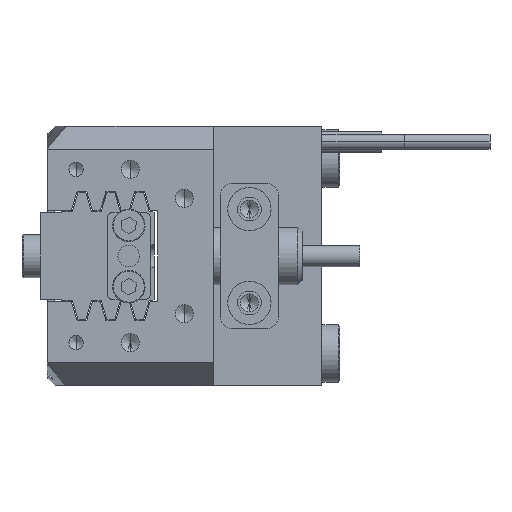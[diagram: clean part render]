
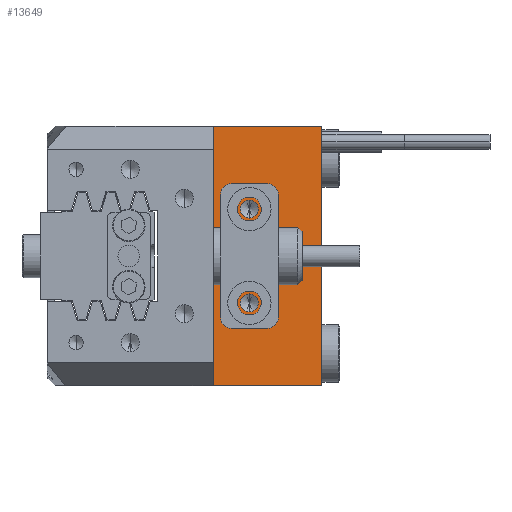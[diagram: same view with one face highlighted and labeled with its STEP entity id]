
A CAD part, left-side view. The second image highlights one B-rep face of the part: STEP entity #13649.
In plain terms, the highlighted planar face has unit normal (-1, 0, 0).
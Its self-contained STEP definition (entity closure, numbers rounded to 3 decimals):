
#165 = CARTESIAN_POINT ( 'NONE',  ( -26., 10., -7.75 ) ) ;
#554 = EDGE_CURVE ( 'NONE', #25917, #35407, #10803, .T. ) ;
#623 = VERTEX_POINT ( 'NONE', #7046 ) ;
#1010 = ORIENTED_EDGE ( 'NONE', *, *, #33934, .F. ) ;
#1934 = AXIS2_PLACEMENT_3D ( 'NONE', #35298, #5086, #35680 ) ;
#2272 = CARTESIAN_POINT ( 'NONE',  ( -26., 10., -6.5 ) ) ;
#2929 = CARTESIAN_POINT ( 'NONE',  ( -26., 10., 6.5 ) ) ;
#3025 = LINE ( 'NONE', #36994, #29374 ) ;
#3377 = ORIENTED_EDGE ( 'NONE', *, *, #34289, .F. ) ;
#3437 = VERTEX_POINT ( 'NONE', #33220 ) ;
#4730 = VERTEX_POINT ( 'NONE', #23852 ) ;
#4789 = EDGE_LOOP ( 'NONE', ( #1010, #3377 ) ) ;
#5086 = DIRECTION ( 'NONE',  ( -1., 0., 0. ) ) ;
#5565 = EDGE_CURVE ( 'NONE', #38062, #3437, #3025, .T. ) ;
#5979 = CARTESIAN_POINT ( 'NONE',  ( -26., 15., 18. ) ) ;
#6972 = EDGE_CURVE ( 'NONE', #21061, #30944, #19891, .T. ) ;
#7046 = CARTESIAN_POINT ( 'NONE',  ( -26., 10., 5.25 ) ) ;
#7687 = CARTESIAN_POINT ( 'NONE',  ( -26., 10., -5.25 ) ) ;
#8027 = CARTESIAN_POINT ( 'NONE',  ( -26., 15., -18. ) ) ;
#8029 = LINE ( 'NONE', #8027, #24542 ) ;
#8356 = EDGE_LOOP ( 'NONE', ( #29322, #13040, #28538, #14101 ) ) ;
#8444 = LINE ( 'NONE', #5979, #28655 ) ;
#10050 = EDGE_CURVE ( 'NONE', #35407, #3437, #8444, .T. ) ;
#10803 = LINE ( 'NONE', #36225, #25443 ) ;
#10875 = CARTESIAN_POINT ( 'NONE',  ( -26., 15., 18. ) ) ;
#11274 = AXIS2_PLACEMENT_3D ( 'NONE', #22192, #25482, #16359 ) ;
#13040 = ORIENTED_EDGE ( 'NONE', *, *, #5565, .T. ) ;
#13361 = AXIS2_PLACEMENT_3D ( 'NONE', #2272, #14216, #16867 ) ;
#13580 = PLANE ( 'NONE',  #11274 ) ;
#13607 = AXIS2_PLACEMENT_3D ( 'NONE', #27809, #18886, #21892 ) ;
#13649 = ADVANCED_FACE ( 'NONE', ( #33327, #14020, #38467 ), #13580, .F. ) ;
#14020 = FACE_BOUND ( 'NONE', #4789, .T. ) ;
#14101 = ORIENTED_EDGE ( 'NONE', *, *, #554, .F. ) ;
#14216 = DIRECTION ( 'NONE',  ( -1., 0., 0. ) ) ;
#15306 = DIRECTION ( 'NONE',  ( 0., 0., 1. ) ) ;
#15460 = CIRCLE ( 'NONE', #13607, 1.25 ) ;
#16359 = DIRECTION ( 'NONE',  ( 0., 0., -1. ) ) ;
#16867 = DIRECTION ( 'NONE',  ( 0., 0., 1. ) ) ;
#17133 = CARTESIAN_POINT ( 'NONE',  ( -26., 0., -18. ) ) ;
#18886 = DIRECTION ( 'NONE',  ( -1., 0., 0. ) ) ;
#19891 = CIRCLE ( 'NONE', #1934, 1.25 ) ;
#20171 = CIRCLE ( 'NONE', #23747, 1.25 ) ;
#20691 = DIRECTION ( 'NONE',  ( -1., 0., 0. ) ) ;
#21061 = VERTEX_POINT ( 'NONE', #7687 ) ;
#21198 = ORIENTED_EDGE ( 'NONE', *, *, #6972, .F. ) ;
#21892 = DIRECTION ( 'NONE',  ( 0., 0., 1. ) ) ;
#21967 = CIRCLE ( 'NONE', #13361, 1.25 ) ;
#22181 = ORIENTED_EDGE ( 'NONE', *, *, #36133, .F. ) ;
#22192 = CARTESIAN_POINT ( 'NONE',  ( -26., 15., 18. ) ) ;
#22481 = DIRECTION ( 'NONE',  ( 0., -1., 0. ) ) ;
#23265 = EDGE_CURVE ( 'NONE', #25917, #38062, #8029, .T. ) ;
#23747 = AXIS2_PLACEMENT_3D ( 'NONE', #2929, #20691, #26477 ) ;
#23852 = CARTESIAN_POINT ( 'NONE',  ( -26., 10., 7.75 ) ) ;
#24542 = VECTOR ( 'NONE', #22481, 1000. ) ;
#25443 = VECTOR ( 'NONE', #15306, 1000. ) ;
#25482 = DIRECTION ( 'NONE',  ( 1., 0., 0. ) ) ;
#25917 = VERTEX_POINT ( 'NONE', #33483 ) ;
#26477 = DIRECTION ( 'NONE',  ( 0., 0., 1. ) ) ;
#27809 = CARTESIAN_POINT ( 'NONE',  ( -26., 10., 6.5 ) ) ;
#27953 = EDGE_LOOP ( 'NONE', ( #21198, #22181 ) ) ;
#28538 = ORIENTED_EDGE ( 'NONE', *, *, #10050, .F. ) ;
#28655 = VECTOR ( 'NONE', #30273, 1000. ) ;
#29322 = ORIENTED_EDGE ( 'NONE', *, *, #23265, .T. ) ;
#29374 = VECTOR ( 'NONE', #33837, 1000. ) ;
#30273 = DIRECTION ( 'NONE',  ( 0., -1., 0. ) ) ;
#30944 = VERTEX_POINT ( 'NONE', #165 ) ;
#33220 = CARTESIAN_POINT ( 'NONE',  ( -26., 0., 18. ) ) ;
#33327 = FACE_BOUND ( 'NONE', #27953, .T. ) ;
#33483 = CARTESIAN_POINT ( 'NONE',  ( -26., 15., -18. ) ) ;
#33837 = DIRECTION ( 'NONE',  ( 0., 0., 1. ) ) ;
#33934 = EDGE_CURVE ( 'NONE', #4730, #623, #15460, .T. ) ;
#34289 = EDGE_CURVE ( 'NONE', #623, #4730, #20171, .T. ) ;
#35298 = CARTESIAN_POINT ( 'NONE',  ( -26., 10., -6.5 ) ) ;
#35407 = VERTEX_POINT ( 'NONE', #10875 ) ;
#35680 = DIRECTION ( 'NONE',  ( 0., 0., 1. ) ) ;
#36133 = EDGE_CURVE ( 'NONE', #30944, #21061, #21967, .T. ) ;
#36225 = CARTESIAN_POINT ( 'NONE',  ( -26., 15., 18. ) ) ;
#36994 = CARTESIAN_POINT ( 'NONE',  ( -26., 0., 18. ) ) ;
#38062 = VERTEX_POINT ( 'NONE', #17133 ) ;
#38467 = FACE_OUTER_BOUND ( 'NONE', #8356, .T. ) ;
